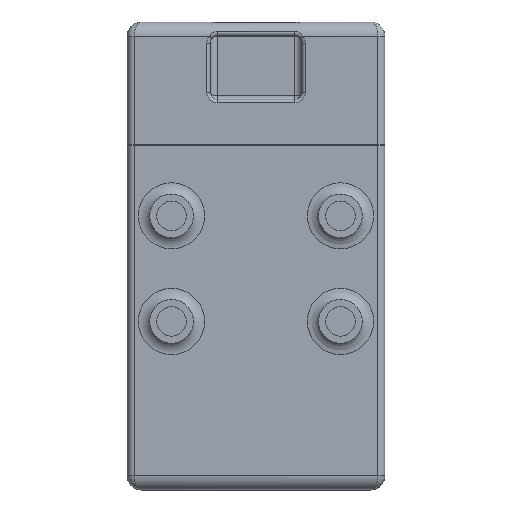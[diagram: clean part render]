
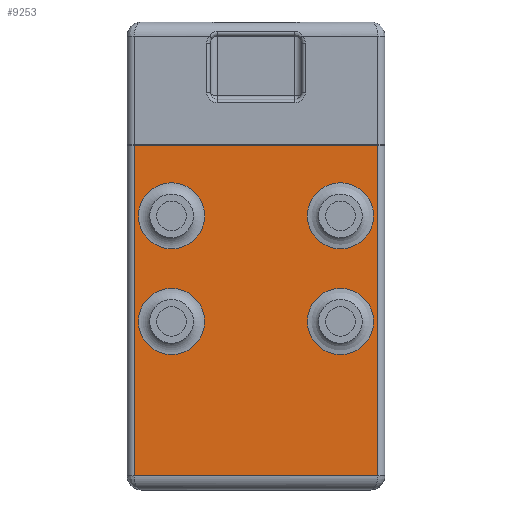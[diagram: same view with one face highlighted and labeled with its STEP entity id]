
A CAD part, top view. The second image highlights one B-rep face of the part: STEP entity #9253.
In plain terms, the highlighted planar face has unit normal (0, 0, 1).
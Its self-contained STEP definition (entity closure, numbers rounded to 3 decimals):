
#281=FACE_BOUND('',#1419,.T.);
#282=FACE_BOUND('',#1420,.T.);
#283=FACE_BOUND('',#1421,.T.);
#284=FACE_BOUND('',#1422,.T.);
#767=FACE_OUTER_BOUND('',#1418,.T.);
#1418=EDGE_LOOP('',(#7290,#7291,#7292,#7293));
#1419=EDGE_LOOP('',(#7294));
#1420=EDGE_LOOP('',(#7295));
#1421=EDGE_LOOP('',(#7296));
#1422=EDGE_LOOP('',(#7297));
#2129=LINE('',#14639,#3003);
#2142=LINE('',#14726,#3016);
#2143=LINE('',#14729,#3017);
#2144=LINE('',#14819,#3018);
#3003=VECTOR('',#11774,10.);
#3016=VECTOR('',#11887,10.);
#3017=VECTOR('',#11892,10.);
#3018=VECTOR('',#11937,10.);
#3680=CIRCLE('',#10078,4.7);
#3682=CIRCLE('',#10081,4.7);
#3684=CIRCLE('',#10084,4.7);
#3686=CIRCLE('',#10087,4.7);
#4276=VERTEX_POINT('',#14636);
#4277=VERTEX_POINT('',#14638);
#4299=VERTEX_POINT('',#14720);
#4301=VERTEX_POINT('',#14724);
#4306=VERTEX_POINT('',#14807);
#4307=VERTEX_POINT('',#14811);
#4308=VERTEX_POINT('',#14815);
#4309=VERTEX_POINT('',#14820);
#5315=EDGE_CURVE('',#4276,#4277,#2129,.T.);
#5356=EDGE_CURVE('',#4301,#4299,#2142,.T.);
#5358=EDGE_CURVE('',#4299,#4276,#2143,.T.);
#5366=EDGE_CURVE('',#4306,#4306,#3680,.T.);
#5368=EDGE_CURVE('',#4307,#4307,#3682,.T.);
#5370=EDGE_CURVE('',#4308,#4308,#3684,.T.);
#5372=EDGE_CURVE('',#4277,#4301,#2144,.T.);
#5373=EDGE_CURVE('',#4309,#4309,#3686,.T.);
#7290=ORIENTED_EDGE('',*,*,#5358,.F.);
#7291=ORIENTED_EDGE('',*,*,#5356,.F.);
#7292=ORIENTED_EDGE('',*,*,#5372,.F.);
#7293=ORIENTED_EDGE('',*,*,#5315,.F.);
#7294=ORIENTED_EDGE('',*,*,#5370,.F.);
#7295=ORIENTED_EDGE('',*,*,#5366,.F.);
#7296=ORIENTED_EDGE('',*,*,#5368,.F.);
#7297=ORIENTED_EDGE('',*,*,#5373,.F.);
#8867=PLANE('',#10086);
#9253=ADVANCED_FACE('',(#767,#281,#282,#283,#284),#8867,.T.);
#10078=AXIS2_PLACEMENT_3D('',#14808,#11919,#11920);
#10081=AXIS2_PLACEMENT_3D('',#14812,#11925,#11926);
#10084=AXIS2_PLACEMENT_3D('',#14816,#11931,#11932);
#10086=AXIS2_PLACEMENT_3D('',#14818,#11935,#11936);
#10087=AXIS2_PLACEMENT_3D('',#14821,#11938,#11939);
#11774=DIRECTION('',(0.,1.,0.));
#11887=DIRECTION('',(0.,-1.,0.));
#11892=DIRECTION('',(-1.,0.,0.));
#11919=DIRECTION('center_axis',(0.,0.,1.));
#11920=DIRECTION('ref_axis',(1.,0.,0.));
#11925=DIRECTION('center_axis',(0.,0.,1.));
#11926=DIRECTION('ref_axis',(1.,0.,0.));
#11931=DIRECTION('center_axis',(0.,0.,1.));
#11932=DIRECTION('ref_axis',(1.,0.,0.));
#11935=DIRECTION('center_axis',(0.,0.,1.));
#11936=DIRECTION('ref_axis',(1.,0.,0.));
#11937=DIRECTION('',(1.,0.,0.));
#11938=DIRECTION('center_axis',(0.,0.,1.));
#11939=DIRECTION('ref_axis',(1.,0.,0.));
#14636=CARTESIAN_POINT('',(-37.967,-8.921,12.4));
#14638=CARTESIAN_POINT('',(-37.967,38.,12.4));
#14639=CARTESIAN_POINT('',(-37.967,0.,12.4));
#14720=CARTESIAN_POINT('',(-3.367,-8.921,12.4));
#14724=CARTESIAN_POINT('',(-3.367,38.,12.4));
#14726=CARTESIAN_POINT('',(-3.367,0.,12.4));
#14729=CARTESIAN_POINT('',(-29.817,-8.921,12.4));
#14807=CARTESIAN_POINT('',(-37.367,13.,12.4));
#14808=CARTESIAN_POINT('Origin',(-32.667,13.,12.4));
#14811=CARTESIAN_POINT('',(-37.367,28.,12.4));
#14812=CARTESIAN_POINT('Origin',(-32.667,28.,12.4));
#14815=CARTESIAN_POINT('',(-13.367,28.,12.4));
#14816=CARTESIAN_POINT('Origin',(-8.667,28.,12.4));
#14818=CARTESIAN_POINT('Origin',(-38.967,0.,12.4));
#14819=CARTESIAN_POINT('',(-38.967,38.,12.4));
#14820=CARTESIAN_POINT('',(-13.367,13.,12.4));
#14821=CARTESIAN_POINT('Origin',(-8.667,13.,12.4));
